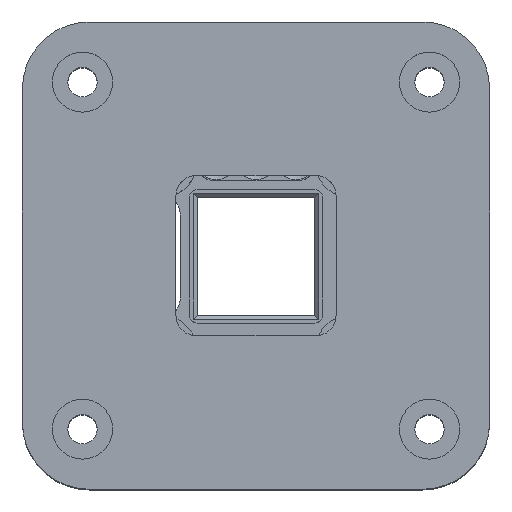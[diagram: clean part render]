
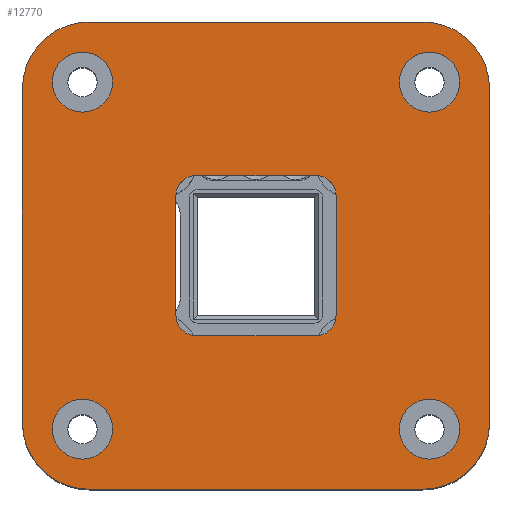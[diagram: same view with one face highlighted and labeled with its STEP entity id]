
A CAD part, top view. The second image highlights one B-rep face of the part: STEP entity #12770.
In plain terms, the highlighted face is planar.
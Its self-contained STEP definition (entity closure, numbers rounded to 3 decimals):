
#10038=CARTESIAN_POINT('',(-34.725,13.,-20.5));
#10039=DIRECTION('',(0.,0.,-1.));
#10040=DIRECTION('',(-1.,0.,0.));
#10041=AXIS2_PLACEMENT_3D('',#10038,#10039,#10040);
#10043=CARTESIAN_POINT('',(-34.725,13.,-20.5));
#10044=DIRECTION('',(0.,0.,-1.));
#10045=DIRECTION('',(1.,0.,0.));
#10046=AXIS2_PLACEMENT_3D('',#10043,#10044,#10045);
#10048=CARTESIAN_POINT('',(-60.725,13.,-20.5));
#10049=DIRECTION('',(0.,0.,-1.));
#10050=DIRECTION('',(-1.,0.,0.));
#10051=AXIS2_PLACEMENT_3D('',#10048,#10049,#10050);
#10053=CARTESIAN_POINT('',(-60.725,13.,-20.5));
#10054=DIRECTION('',(0.,0.,-1.));
#10055=DIRECTION('',(1.,0.,0.));
#10056=AXIS2_PLACEMENT_3D('',#10053,#10054,#10055);
#10058=CARTESIAN_POINT('',(-34.725,-13.,-20.5));
#10059=DIRECTION('',(0.,0.,-1.));
#10060=DIRECTION('',(-1.,0.,0.));
#10061=AXIS2_PLACEMENT_3D('',#10058,#10059,#10060);
#10063=CARTESIAN_POINT('',(-34.725,-13.,-20.5));
#10064=DIRECTION('',(0.,0.,-1.));
#10065=DIRECTION('',(1.,0.,0.));
#10066=AXIS2_PLACEMENT_3D('',#10063,#10064,#10065);
#10068=CARTESIAN_POINT('',(-60.725,-13.,-20.5));
#10069=DIRECTION('',(0.,0.,-1.));
#10070=DIRECTION('',(-1.,0.,0.));
#10071=AXIS2_PLACEMENT_3D('',#10068,#10069,#10070);
#10073=CARTESIAN_POINT('',(-60.725,-13.,-20.5));
#10074=DIRECTION('',(0.,0.,-1.));
#10075=DIRECTION('',(1.,0.,0.));
#10076=AXIS2_PLACEMENT_3D('',#10073,#10074,#10075);
#10078=DIRECTION('',(0.,-1.,0.));
#10079=VECTOR('',#10078,25.);
#10080=CARTESIAN_POINT('',(-30.225,12.5,-20.5));
#10081=LINE('',#10080,#10079);
#10082=CARTESIAN_POINT('',(-35.225,12.5,-20.5));
#10083=DIRECTION('',(0.,0.,1.));
#10084=DIRECTION('',(1.,0.,0.));
#10085=AXIS2_PLACEMENT_3D('',#10082,#10083,#10084);
#10087=DIRECTION('',(1.,0.,0.));
#10088=VECTOR('',#10087,25.);
#10089=CARTESIAN_POINT('',(-60.225,17.5,-20.5));
#10090=LINE('',#10089,#10088);
#10091=CARTESIAN_POINT('',(-60.225,12.5,-20.5));
#10092=DIRECTION('',(0.,0.,1.));
#10093=DIRECTION('',(0.,1.,0.));
#10094=AXIS2_PLACEMENT_3D('',#10091,#10092,#10093);
#10096=DIRECTION('',(0.,1.,0.));
#10097=VECTOR('',#10096,25.);
#10098=CARTESIAN_POINT('',(-65.225,-12.5,-20.5));
#10099=LINE('',#10098,#10097);
#10100=CARTESIAN_POINT('',(-60.225,-12.5,-20.5));
#10101=DIRECTION('',(0.,0.,1.));
#10102=DIRECTION('',(-1.,0.,0.));
#10103=AXIS2_PLACEMENT_3D('',#10100,#10101,#10102);
#10105=DIRECTION('',(-1.,0.,0.));
#10106=VECTOR('',#10105,25.);
#10107=CARTESIAN_POINT('',(-35.225,-17.5,-20.5));
#10108=LINE('',#10107,#10106);
#10109=CARTESIAN_POINT('',(-35.225,-12.5,-20.5));
#10110=DIRECTION('',(0.,0.,1.));
#10111=DIRECTION('',(0.,-1.,0.));
#10112=AXIS2_PLACEMENT_3D('',#10109,#10110,#10111);
#11422=DIRECTION('',(0.,-1.,0.));
#11423=VECTOR('',#11422,9.);
#11424=CARTESIAN_POINT('',(-53.725,4.5,-20.5));
#11425=LINE('',#11424,#11423);
#11434=CARTESIAN_POINT('',(-52.225,4.5,-20.5));
#11435=DIRECTION('',(0.,0.,1.));
#11436=DIRECTION('',(0.,1.,0.));
#11437=AXIS2_PLACEMENT_3D('',#11434,#11435,#11436);
#11448=DIRECTION('',(-1.,0.,0.));
#11449=VECTOR('',#11448,9.);
#11450=CARTESIAN_POINT('',(-43.225,6.,-20.5));
#11451=LINE('',#11450,#11449);
#11461=CARTESIAN_POINT('',(-43.225,4.5,-20.5));
#11462=DIRECTION('',(0.,0.,1.));
#11463=DIRECTION('',(1.,0.,0.));
#11464=AXIS2_PLACEMENT_3D('',#11461,#11462,#11463);
#11478=DIRECTION('',(0.,1.,0.));
#11479=VECTOR('',#11478,9.);
#11480=CARTESIAN_POINT('',(-41.725,-4.5,-20.5));
#11481=LINE('',#11480,#11479);
#11482=CARTESIAN_POINT('',(-43.225,-4.5,-20.5));
#11483=DIRECTION('',(0.,0.,1.));
#11484=DIRECTION('',(0.,-1.,0.));
#11485=AXIS2_PLACEMENT_3D('',#11482,#11483,#11484);
#11496=DIRECTION('',(1.,0.,0.));
#11497=VECTOR('',#11496,9.);
#11498=CARTESIAN_POINT('',(-52.225,-6.,-20.5));
#11499=LINE('',#11498,#11497);
#11504=CARTESIAN_POINT('',(-52.225,-4.5,-20.5));
#11505=DIRECTION('',(0.,0.,1.));
#11506=DIRECTION('',(-1.,0.,0.));
#11507=AXIS2_PLACEMENT_3D('',#11504,#11505,#11506);
#11638=CARTESIAN_POINT('',(-36.975,13.,-20.5));
#11639=CARTESIAN_POINT('',(-32.475,13.,-20.5));
#11640=VERTEX_POINT('',#11638);
#11641=VERTEX_POINT('',#11639);
#11642=CARTESIAN_POINT('',(-62.975,13.,-20.5));
#11643=CARTESIAN_POINT('',(-58.475,13.,-20.5));
#11644=VERTEX_POINT('',#11642);
#11645=VERTEX_POINT('',#11643);
#11646=CARTESIAN_POINT('',(-36.975,-13.,-20.5));
#11647=CARTESIAN_POINT('',(-32.475,-13.,-20.5));
#11648=VERTEX_POINT('',#11646);
#11649=VERTEX_POINT('',#11647);
#11650=CARTESIAN_POINT('',(-62.975,-13.,-20.5));
#11651=CARTESIAN_POINT('',(-58.475,-13.,-20.5));
#11652=VERTEX_POINT('',#11650);
#11653=VERTEX_POINT('',#11651);
#12075=CARTESIAN_POINT('',(-43.225,6.,-20.5));
#12077=VERTEX_POINT('',#12075);
#12079=CARTESIAN_POINT('',(-41.725,4.5,-20.5));
#12081=VERTEX_POINT('',#12079);
#12082=CARTESIAN_POINT('',(-52.225,6.,-20.5));
#12084=VERTEX_POINT('',#12082);
#12086=CARTESIAN_POINT('',(-53.725,4.5,-20.5));
#12088=VERTEX_POINT('',#12086);
#12090=CARTESIAN_POINT('',(-53.725,-4.5,-20.5));
#12092=VERTEX_POINT('',#12090);
#12094=CARTESIAN_POINT('',(-52.225,-6.,-20.5));
#12096=VERTEX_POINT('',#12094);
#12098=CARTESIAN_POINT('',(-43.225,-6.,-20.5));
#12100=VERTEX_POINT('',#12098);
#12102=CARTESIAN_POINT('',(-41.725,-4.5,-20.5));
#12104=VERTEX_POINT('',#12102);
#12106=CARTESIAN_POINT('',(-30.225,12.5,-20.5));
#12107=CARTESIAN_POINT('',(-30.225,-12.5,-20.5));
#12108=VERTEX_POINT('',#12106);
#12109=VERTEX_POINT('',#12107);
#12110=CARTESIAN_POINT('',(-35.225,-17.5,-20.5));
#12111=VERTEX_POINT('',#12110);
#12112=CARTESIAN_POINT('',(-60.225,-17.5,-20.5));
#12113=VERTEX_POINT('',#12112);
#12114=CARTESIAN_POINT('',(-65.225,-12.5,-20.5));
#12115=VERTEX_POINT('',#12114);
#12116=CARTESIAN_POINT('',(-65.225,12.5,-20.5));
#12117=VERTEX_POINT('',#12116);
#12118=CARTESIAN_POINT('',(-60.225,17.5,-20.5));
#12119=VERTEX_POINT('',#12118);
#12120=CARTESIAN_POINT('',(-35.225,17.5,-20.5));
#12121=VERTEX_POINT('',#12120);
#12708=CARTESIAN_POINT('',(0.,0.,-20.5));
#12709=DIRECTION('',(0.,0.,-1.));
#12710=DIRECTION('',(0.,-1.,0.));
#12711=AXIS2_PLACEMENT_3D('',#12708,#12709,#12710);
#12712=PLANE('',#12711);
#12713=ORIENTED_EDGE('',*,*,#12502,.F.);
#12714=ORIENTED_EDGE('',*,*,#12700,.T.);
#12715=ORIENTED_EDGE('',*,*,#12129,.F.);
#12717=ORIENTED_EDGE('',*,*,#12716,.T.);
#12719=ORIENTED_EDGE('',*,*,#12718,.F.);
#12721=ORIENTED_EDGE('',*,*,#12720,.T.);
#12723=ORIENTED_EDGE('',*,*,#12722,.F.);
#12725=ORIENTED_EDGE('',*,*,#12724,.T.);
#12726=EDGE_LOOP('',(#12713,#12714,#12715,#12717,#12719,#12721,#12723,#12725));
#12727=FACE_OUTER_BOUND('',#12726,.F.);
#12729=ORIENTED_EDGE('',*,*,#12728,.T.);
#12731=ORIENTED_EDGE('',*,*,#12730,.T.);
#12732=EDGE_LOOP('',(#12729,#12731));
#12733=FACE_BOUND('',#12732,.F.);
#12735=ORIENTED_EDGE('',*,*,#12734,.T.);
#12737=ORIENTED_EDGE('',*,*,#12736,.T.);
#12738=EDGE_LOOP('',(#12735,#12737));
#12739=FACE_BOUND('',#12738,.F.);
#12741=ORIENTED_EDGE('',*,*,#12740,.T.);
#12743=ORIENTED_EDGE('',*,*,#12742,.T.);
#12744=EDGE_LOOP('',(#12741,#12743));
#12745=FACE_BOUND('',#12744,.F.);
#12747=ORIENTED_EDGE('',*,*,#12746,.F.);
#12749=ORIENTED_EDGE('',*,*,#12748,.F.);
#12751=ORIENTED_EDGE('',*,*,#12750,.F.);
#12753=ORIENTED_EDGE('',*,*,#12752,.F.);
#12755=ORIENTED_EDGE('',*,*,#12754,.F.);
#12757=ORIENTED_EDGE('',*,*,#12756,.F.);
#12759=ORIENTED_EDGE('',*,*,#12758,.F.);
#12761=ORIENTED_EDGE('',*,*,#12760,.F.);
#12762=EDGE_LOOP('',(#12747,#12749,#12751,#12753,#12755,#12757,#12759,#12761));
#12763=FACE_BOUND('',#12762,.F.);
#12765=ORIENTED_EDGE('',*,*,#12764,.T.);
#12767=ORIENTED_EDGE('',*,*,#12766,.T.);
#12768=EDGE_LOOP('',(#12765,#12767));
#12769=FACE_BOUND('',#12768,.F.);
#12770=ADVANCED_FACE('',(#12727,#12733,#12739,#12745,#12763,#12769),#12712,.T.);
#10042=CIRCLE('',#10041,2.25);
#10047=CIRCLE('',#10046,2.25);
#10052=CIRCLE('',#10051,2.25);
#10057=CIRCLE('',#10056,2.25);
#10062=CIRCLE('',#10061,2.25);
#10067=CIRCLE('',#10066,2.25);
#10072=CIRCLE('',#10071,2.25);
#10077=CIRCLE('',#10076,2.25);
#10086=CIRCLE('',#10085,5.);
#10095=CIRCLE('',#10094,5.);
#10104=CIRCLE('',#10103,5.);
#10113=CIRCLE('',#10112,5.);
#11438=CIRCLE('',#11437,1.5);
#11465=CIRCLE('',#11464,1.5);
#11486=CIRCLE('',#11485,1.5);
#11508=CIRCLE('',#11507,1.5);
#12129=EDGE_CURVE('',#12119,#12121,#10090,.T.);
#12502=EDGE_CURVE('',#12108,#12109,#10081,.T.);
#12700=EDGE_CURVE('',#12108,#12121,#10086,.T.);
#12716=EDGE_CURVE('',#12119,#12117,#10095,.T.);
#12718=EDGE_CURVE('',#12115,#12117,#10099,.T.);
#12720=EDGE_CURVE('',#12115,#12113,#10104,.T.);
#12722=EDGE_CURVE('',#12111,#12113,#10108,.T.);
#12724=EDGE_CURVE('',#12111,#12109,#10113,.T.);
#12728=EDGE_CURVE('',#11644,#11645,#10052,.T.);
#12730=EDGE_CURVE('',#11645,#11644,#10057,.T.);
#12734=EDGE_CURVE('',#11648,#11649,#10062,.T.);
#12736=EDGE_CURVE('',#11649,#11648,#10067,.T.);
#12740=EDGE_CURVE('',#11652,#11653,#10072,.T.);
#12742=EDGE_CURVE('',#11653,#11652,#10077,.T.);
#12746=EDGE_CURVE('',#12088,#12092,#11425,.T.);
#12748=EDGE_CURVE('',#12084,#12088,#11438,.T.);
#12750=EDGE_CURVE('',#12077,#12084,#11451,.T.);
#12752=EDGE_CURVE('',#12081,#12077,#11465,.T.);
#12754=EDGE_CURVE('',#12104,#12081,#11481,.T.);
#12756=EDGE_CURVE('',#12100,#12104,#11486,.T.);
#12758=EDGE_CURVE('',#12096,#12100,#11499,.T.);
#12760=EDGE_CURVE('',#12092,#12096,#11508,.T.);
#12764=EDGE_CURVE('',#11640,#11641,#10042,.T.);
#12766=EDGE_CURVE('',#11641,#11640,#10047,.T.);
